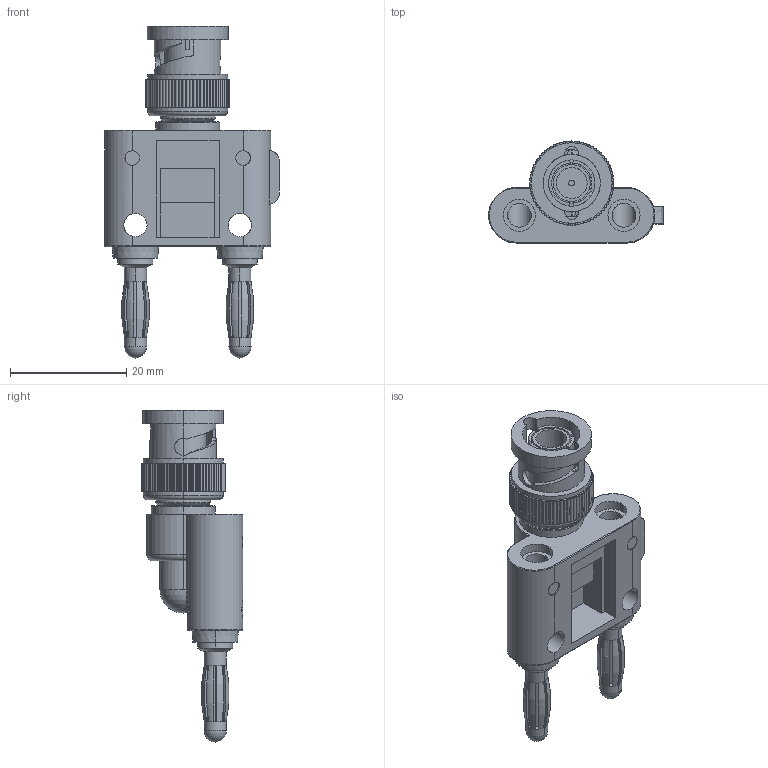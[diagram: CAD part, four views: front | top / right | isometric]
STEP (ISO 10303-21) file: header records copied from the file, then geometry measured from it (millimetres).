
FILE_DESCRIPTION (( 'STEP AP214' ), '1' );
FILE_NAME ('LCAD9789_3D.step', '2023-10-27T21:32:19', ( '' ), ( '' ), 'SwSTEP 2.0', 'SolidWorks 2022', '' );
FILE_SCHEMA (( 'AUTOMOTIVE_DESIGN' ));
Length unit declared in the file: inch
Products named in the file (1): LCAD9789_3D
Bounding box: 30.02 x 17.49 x 57.02 mm (x, y, z)
Volume: 6545.3 mm3; surface area: 6324.4 mm2
Topology: 2 solids, 4 shells, 571 faces, 1630 edges, 1049 vertices
Faces by surface type: plane 281, cylinder 218, torus 32, bspline 27, cone 8, sphere 5
Entity records: 20776 total; most frequent: CARTESIAN_POINT 5729, ORIENTED_EDGE 3240, DIRECTION 3103, EDGE_CURVE 1620, AXIS2_PLACEMENT_3D 1084, VERTEX_POINT 1044, LINE 935, VECTOR 935
